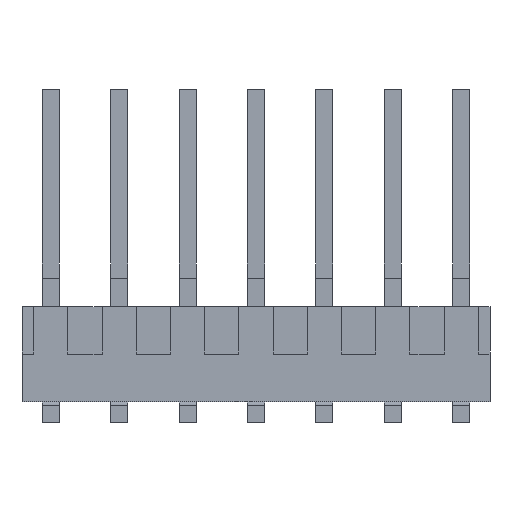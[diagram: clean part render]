
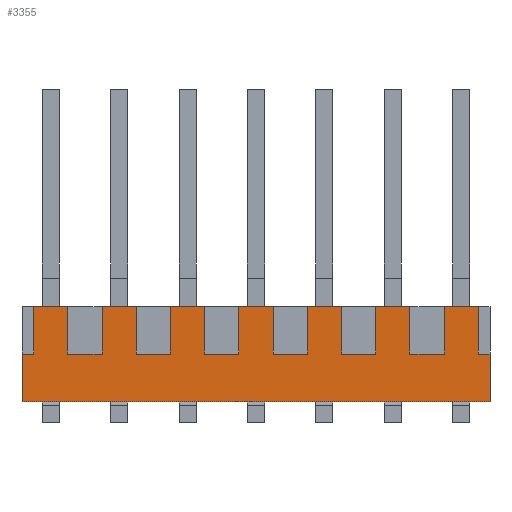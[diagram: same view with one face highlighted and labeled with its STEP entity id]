
A CAD part, front view. The second image highlights one B-rep face of the part: STEP entity #3355.
In plain terms, the highlighted planar face has unit normal (0, -1, 0).
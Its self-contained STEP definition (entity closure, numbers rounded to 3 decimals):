
#30=DIRECTION('',(-1.,0.,0.));
#31=VECTOR('',#30,1.27);
#32=CARTESIAN_POINT('',(8.255,-1.245,0.));
#33=LINE('',#32,#31);
#46=DIRECTION('',(-1.,0.,0.));
#47=VECTOR('',#46,1.27);
#48=CARTESIAN_POINT('',(5.715,-1.245,0.));
#49=LINE('',#48,#47);
#62=DIRECTION('',(-1.,0.,0.));
#63=VECTOR('',#62,1.27);
#64=CARTESIAN_POINT('',(3.175,-1.245,0.));
#65=LINE('',#64,#63);
#78=DIRECTION('',(-1.,0.,0.));
#79=VECTOR('',#78,1.27);
#80=CARTESIAN_POINT('',(0.635,-1.245,0.));
#81=LINE('',#80,#79);
#94=DIRECTION('',(-1.,0.,0.));
#95=VECTOR('',#94,1.27);
#96=CARTESIAN_POINT('',(-1.905,-1.245,0.));
#97=LINE('',#96,#95);
#110=DIRECTION('',(-1.,0.,0.));
#111=VECTOR('',#110,1.27);
#112=CARTESIAN_POINT('',(-4.445,-1.245,0.));
#113=LINE('',#112,#111);
#126=DIRECTION('',(-1.,0.,0.));
#127=VECTOR('',#126,1.27);
#128=CARTESIAN_POINT('',(-6.985,-1.245,0.));
#129=LINE('',#128,#127);
#374=DIRECTION('',(1.,0.,0.));
#375=VECTOR('',#374,0.432);
#376=CARTESIAN_POINT('',(-8.687,-1.245,-1.753));
#377=LINE('',#376,#375);
#406=DIRECTION('',(1.,0.,0.));
#407=VECTOR('',#406,1.27);
#408=CARTESIAN_POINT('',(-6.985,-1.245,-1.753));
#409=LINE('',#408,#407);
#438=DIRECTION('',(1.,0.,0.));
#439=VECTOR('',#438,1.27);
#440=CARTESIAN_POINT('',(-4.445,-1.245,-1.753));
#441=LINE('',#440,#439);
#470=DIRECTION('',(1.,0.,0.));
#471=VECTOR('',#470,1.27);
#472=CARTESIAN_POINT('',(-1.905,-1.245,-1.753));
#473=LINE('',#472,#471);
#502=DIRECTION('',(1.,0.,0.));
#503=VECTOR('',#502,1.27);
#504=CARTESIAN_POINT('',(0.635,-1.245,-1.753));
#505=LINE('',#504,#503);
#534=DIRECTION('',(1.,0.,0.));
#535=VECTOR('',#534,1.27);
#536=CARTESIAN_POINT('',(3.175,-1.245,-1.753));
#537=LINE('',#536,#535);
#590=DIRECTION('',(1.,0.,0.));
#591=VECTOR('',#590,0.432);
#592=CARTESIAN_POINT('',(8.255,-1.245,-1.753));
#593=LINE('',#592,#591);
#598=DIRECTION('',(1.,0.,0.));
#599=VECTOR('',#598,1.27);
#600=CARTESIAN_POINT('',(5.715,-1.245,-1.753));
#601=LINE('',#600,#599);
#706=DIRECTION('',(0.,0.,-1.));
#707=VECTOR('',#706,1.778);
#708=CARTESIAN_POINT('',(-8.687,-1.245,-1.753));
#709=LINE('',#708,#707);
#714=DIRECTION('',(0.,0.,-1.));
#715=VECTOR('',#714,1.753);
#716=CARTESIAN_POINT('',(8.255,-1.245,0.));
#717=LINE('',#716,#715);
#718=DIRECTION('',(0.,0.,-1.));
#719=VECTOR('',#718,1.778);
#720=CARTESIAN_POINT('',(8.687,-1.245,-1.753));
#721=LINE('',#720,#719);
#722=DIRECTION('',(0.,0.,-1.));
#723=VECTOR('',#722,1.753);
#724=CARTESIAN_POINT('',(-6.985,-1.245,0.));
#725=LINE('',#724,#723);
#726=DIRECTION('',(0.,0.,-1.));
#727=VECTOR('',#726,1.753);
#728=CARTESIAN_POINT('',(-4.445,-1.245,0.));
#729=LINE('',#728,#727);
#730=DIRECTION('',(0.,0.,-1.));
#731=VECTOR('',#730,1.753);
#732=CARTESIAN_POINT('',(-1.905,-1.245,0.));
#733=LINE('',#732,#731);
#734=DIRECTION('',(0.,0.,-1.));
#735=VECTOR('',#734,1.753);
#736=CARTESIAN_POINT('',(0.635,-1.245,0.));
#737=LINE('',#736,#735);
#738=DIRECTION('',(0.,0.,-1.));
#739=VECTOR('',#738,1.753);
#740=CARTESIAN_POINT('',(3.175,-1.245,0.));
#741=LINE('',#740,#739);
#742=DIRECTION('',(0.,0.,-1.));
#743=VECTOR('',#742,1.753);
#744=CARTESIAN_POINT('',(5.715,-1.245,0.));
#745=LINE('',#744,#743);
#746=DIRECTION('',(0.,0.,-1.));
#747=VECTOR('',#746,1.753);
#748=CARTESIAN_POINT('',(6.985,-1.245,0.));
#749=LINE('',#748,#747);
#810=DIRECTION('',(0.,0.,-1.));
#811=VECTOR('',#810,1.753);
#812=CARTESIAN_POINT('',(-8.255,-1.245,0.));
#813=LINE('',#812,#811);
#814=DIRECTION('',(0.,0.,-1.));
#815=VECTOR('',#814,1.753);
#816=CARTESIAN_POINT('',(-5.715,-1.245,0.));
#817=LINE('',#816,#815);
#818=DIRECTION('',(0.,0.,-1.));
#819=VECTOR('',#818,1.753);
#820=CARTESIAN_POINT('',(-3.175,-1.245,0.));
#821=LINE('',#820,#819);
#822=DIRECTION('',(0.,0.,-1.));
#823=VECTOR('',#822,1.753);
#824=CARTESIAN_POINT('',(-0.635,-1.245,0.));
#825=LINE('',#824,#823);
#826=DIRECTION('',(0.,0.,-1.));
#827=VECTOR('',#826,1.753);
#828=CARTESIAN_POINT('',(1.905,-1.245,0.));
#829=LINE('',#828,#827);
#830=DIRECTION('',(0.,0.,-1.));
#831=VECTOR('',#830,1.753);
#832=CARTESIAN_POINT('',(4.445,-1.245,0.));
#833=LINE('',#832,#831);
#854=DIRECTION('',(-1.,0.,0.));
#855=VECTOR('',#854,17.374);
#856=CARTESIAN_POINT('',(8.687,-1.245,-3.531));
#857=LINE('',#856,#855);
#2007=CARTESIAN_POINT('',(-6.985,-1.245,-1.753));
#2009=VERTEX_POINT('',#2007);
#2011=CARTESIAN_POINT('',(-8.255,-1.245,-1.753));
#2013=VERTEX_POINT('',#2011);
#2018=CARTESIAN_POINT('',(-6.985,-1.245,0.));
#2019=VERTEX_POINT('',#2018);
#2020=CARTESIAN_POINT('',(-8.255,-1.245,0.));
#2021=VERTEX_POINT('',#2020);
#2023=CARTESIAN_POINT('',(8.687,-1.245,-3.531));
#2025=VERTEX_POINT('',#2023);
#2026=CARTESIAN_POINT('',(-8.687,-1.245,-3.531));
#2027=VERTEX_POINT('',#2026);
#2032=CARTESIAN_POINT('',(-8.687,-1.245,-1.753));
#2033=VERTEX_POINT('',#2032);
#2034=CARTESIAN_POINT('',(8.687,-1.245,-1.753));
#2035=VERTEX_POINT('',#2034);
#2047=CARTESIAN_POINT('',(-4.445,-1.245,-1.753));
#2049=VERTEX_POINT('',#2047);
#2051=CARTESIAN_POINT('',(-5.715,-1.245,-1.753));
#2053=VERTEX_POINT('',#2051);
#2066=CARTESIAN_POINT('',(-4.445,-1.245,0.));
#2067=VERTEX_POINT('',#2066);
#2068=CARTESIAN_POINT('',(-5.715,-1.245,0.));
#2069=VERTEX_POINT('',#2068);
#2191=CARTESIAN_POINT('',(-1.905,-1.245,-1.753));
#2193=VERTEX_POINT('',#2191);
#2195=CARTESIAN_POINT('',(-3.175,-1.245,-1.753));
#2197=VERTEX_POINT('',#2195);
#2210=CARTESIAN_POINT('',(-1.905,-1.245,0.));
#2211=VERTEX_POINT('',#2210);
#2212=CARTESIAN_POINT('',(-3.175,-1.245,0.));
#2213=VERTEX_POINT('',#2212);
#2223=CARTESIAN_POINT('',(0.635,-1.245,-1.753));
#2225=VERTEX_POINT('',#2223);
#2227=CARTESIAN_POINT('',(-0.635,-1.245,-1.753));
#2229=VERTEX_POINT('',#2227);
#2242=CARTESIAN_POINT('',(0.635,-1.245,0.));
#2243=VERTEX_POINT('',#2242);
#2244=CARTESIAN_POINT('',(-0.635,-1.245,0.));
#2245=VERTEX_POINT('',#2244);
#2255=CARTESIAN_POINT('',(3.175,-1.245,-1.753));
#2257=VERTEX_POINT('',#2255);
#2259=CARTESIAN_POINT('',(1.905,-1.245,-1.753));
#2261=VERTEX_POINT('',#2259);
#2274=CARTESIAN_POINT('',(3.175,-1.245,0.));
#2275=VERTEX_POINT('',#2274);
#2276=CARTESIAN_POINT('',(1.905,-1.245,0.));
#2277=VERTEX_POINT('',#2276);
#2287=CARTESIAN_POINT('',(5.715,-1.245,-1.753));
#2289=VERTEX_POINT('',#2287);
#2291=CARTESIAN_POINT('',(4.445,-1.245,-1.753));
#2293=VERTEX_POINT('',#2291);
#2306=CARTESIAN_POINT('',(5.715,-1.245,0.));
#2307=VERTEX_POINT('',#2306);
#2308=CARTESIAN_POINT('',(4.445,-1.245,0.));
#2309=VERTEX_POINT('',#2308);
#2319=CARTESIAN_POINT('',(8.255,-1.245,-1.753));
#2321=VERTEX_POINT('',#2319);
#2323=CARTESIAN_POINT('',(6.985,-1.245,-1.753));
#2325=VERTEX_POINT('',#2323);
#2338=CARTESIAN_POINT('',(8.255,-1.245,0.));
#2339=VERTEX_POINT('',#2338);
#2340=CARTESIAN_POINT('',(6.985,-1.245,0.));
#2341=VERTEX_POINT('',#2340);
#3300=CARTESIAN_POINT('',(-6.985,-1.245,0.));
#3301=DIRECTION('',(0.,1.,0.));
#3302=DIRECTION('',(-1.,0.,0.));
#3303=AXIS2_PLACEMENT_3D('',#3300,#3301,#3302);
#3304=PLANE('',#3303);
#3305=ORIENTED_EDGE('',*,*,#3081,.T.);
#3307=ORIENTED_EDGE('',*,*,#3306,.F.);
#3308=ORIENTED_EDGE('',*,*,#2641,.F.);
#3310=ORIENTED_EDGE('',*,*,#3309,.T.);
#3311=ORIENTED_EDGE('',*,*,#3069,.T.);
#3313=ORIENTED_EDGE('',*,*,#3312,.T.);
#3315=ORIENTED_EDGE('',*,*,#3314,.T.);
#3316=ORIENTED_EDGE('',*,*,#3287,.F.);
#3317=ORIENTED_EDGE('',*,*,#2858,.T.);
#3319=ORIENTED_EDGE('',*,*,#3318,.F.);
#3320=ORIENTED_EDGE('',*,*,#2689,.F.);
#3322=ORIENTED_EDGE('',*,*,#3321,.T.);
#3323=ORIENTED_EDGE('',*,*,#2890,.T.);
#3325=ORIENTED_EDGE('',*,*,#3324,.F.);
#3326=ORIENTED_EDGE('',*,*,#2681,.F.);
#3328=ORIENTED_EDGE('',*,*,#3327,.T.);
#3329=ORIENTED_EDGE('',*,*,#2922,.T.);
#3331=ORIENTED_EDGE('',*,*,#3330,.F.);
#3332=ORIENTED_EDGE('',*,*,#2673,.F.);
#3334=ORIENTED_EDGE('',*,*,#3333,.T.);
#3335=ORIENTED_EDGE('',*,*,#2954,.T.);
#3337=ORIENTED_EDGE('',*,*,#3336,.F.);
#3338=ORIENTED_EDGE('',*,*,#2665,.F.);
#3340=ORIENTED_EDGE('',*,*,#3339,.T.);
#3341=ORIENTED_EDGE('',*,*,#2986,.T.);
#3343=ORIENTED_EDGE('',*,*,#3342,.F.);
#3344=ORIENTED_EDGE('',*,*,#2657,.F.);
#3346=ORIENTED_EDGE('',*,*,#3345,.T.);
#3347=ORIENTED_EDGE('',*,*,#3018,.T.);
#3349=ORIENTED_EDGE('',*,*,#3348,.F.);
#3350=ORIENTED_EDGE('',*,*,#2649,.F.);
#3352=ORIENTED_EDGE('',*,*,#3351,.T.);
#3353=EDGE_LOOP('',(#3305,#3307,#3308,#3310,#3311,#3313,#3315,#3316,#3317,#3319,
#3320,#3322,#3323,#3325,#3326,#3328,#3329,#3331,#3332,#3334,#3335,#3337,#3338,
#3340,#3341,#3343,#3344,#3346,#3347,#3349,#3350,#3352));
#3354=FACE_OUTER_BOUND('',#3353,.F.);
#2641=EDGE_CURVE('',#2339,#2341,#33,.T.);
#2649=EDGE_CURVE('',#2307,#2309,#49,.T.);
#2657=EDGE_CURVE('',#2275,#2277,#65,.T.);
#2665=EDGE_CURVE('',#2243,#2245,#81,.T.);
#2673=EDGE_CURVE('',#2211,#2213,#97,.T.);
#2681=EDGE_CURVE('',#2067,#2069,#113,.T.);
#2689=EDGE_CURVE('',#2019,#2021,#129,.T.);
#2858=EDGE_CURVE('',#2033,#2013,#377,.T.);
#2890=EDGE_CURVE('',#2009,#2053,#409,.T.);
#2922=EDGE_CURVE('',#2049,#2197,#441,.T.);
#2954=EDGE_CURVE('',#2193,#2229,#473,.T.);
#2986=EDGE_CURVE('',#2225,#2261,#505,.T.);
#3018=EDGE_CURVE('',#2257,#2293,#537,.T.);
#3069=EDGE_CURVE('',#2321,#2035,#593,.T.);
#3081=EDGE_CURVE('',#2289,#2325,#601,.T.);
#3287=EDGE_CURVE('',#2033,#2027,#709,.T.);
#3306=EDGE_CURVE('',#2341,#2325,#749,.T.);
#3309=EDGE_CURVE('',#2339,#2321,#717,.T.);
#3312=EDGE_CURVE('',#2035,#2025,#721,.T.);
#3314=EDGE_CURVE('',#2025,#2027,#857,.T.);
#3318=EDGE_CURVE('',#2021,#2013,#813,.T.);
#3321=EDGE_CURVE('',#2019,#2009,#725,.T.);
#3324=EDGE_CURVE('',#2069,#2053,#817,.T.);
#3327=EDGE_CURVE('',#2067,#2049,#729,.T.);
#3330=EDGE_CURVE('',#2213,#2197,#821,.T.);
#3333=EDGE_CURVE('',#2211,#2193,#733,.T.);
#3336=EDGE_CURVE('',#2245,#2229,#825,.T.);
#3339=EDGE_CURVE('',#2243,#2225,#737,.T.);
#3342=EDGE_CURVE('',#2277,#2261,#829,.T.);
#3345=EDGE_CURVE('',#2275,#2257,#741,.T.);
#3348=EDGE_CURVE('',#2309,#2293,#833,.T.);
#3351=EDGE_CURVE('',#2307,#2289,#745,.T.);
#3355=ADVANCED_FACE('',(#3354),#3304,.F.);
